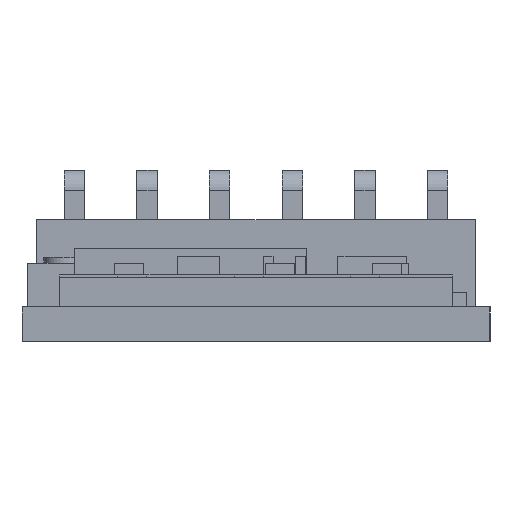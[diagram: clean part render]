
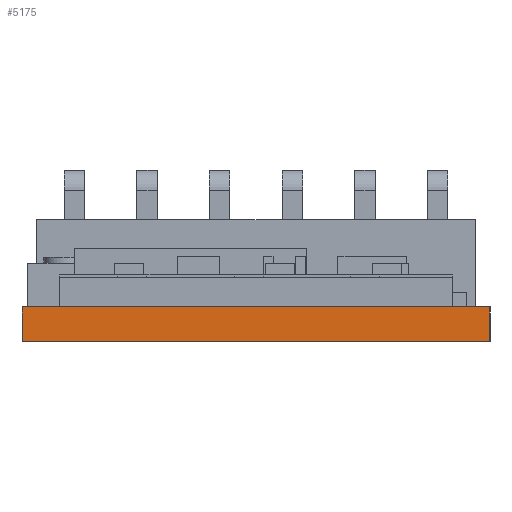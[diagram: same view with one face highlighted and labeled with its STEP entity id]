
A CAD part, left-side view. The second image highlights one B-rep face of the part: STEP entity #5175.
In plain terms, the highlighted planar face has unit normal (-1, 0, 0).
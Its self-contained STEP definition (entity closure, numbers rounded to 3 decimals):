
#3273=CARTESIAN_POINT('',(0.,16.1,1.2));
#3274=VERTEX_POINT('',#3273);
#3275=CARTESIAN_POINT('',(0.,0.,1.2));
#3276=VERTEX_POINT('',#3275);
#3277=CARTESIAN_POINT('',(0.,16.1,1.2));
#3278=DIRECTION('',(0.,-1.,0.));
#3279=VECTOR('',#3278,16.1);
#3280=LINE('',#3277,#3279);
#3281=EDGE_CURVE('',#3274,#3276,#3280,.T.);
#5145=CARTESIAN_POINT('',(0.,0.,1.2));
#5146=DIRECTION('',(1.,0.,0.));
#5147=DIRECTION('',(0.,0.,-1.));
#5148=AXIS2_PLACEMENT_3D('',#5145,#5146,#5147);
#5149=PLANE('',#5148);
#5150=CARTESIAN_POINT('',(0.,16.1,0.));
#5151=VERTEX_POINT('',#5150);
#5152=CARTESIAN_POINT('',(0.,0.,0.));
#5153=VERTEX_POINT('',#5152);
#5154=CARTESIAN_POINT('',(0.,16.1,0.));
#5155=DIRECTION('',(0.,-1.,0.));
#5156=VECTOR('',#5155,16.1);
#5157=LINE('',#5154,#5156);
#5158=EDGE_CURVE('',#5151,#5153,#5157,.T.);
#5159=ORIENTED_EDGE('',*,*,#5158,.T.);
#5160=CARTESIAN_POINT('',(0.,0.,1.2));
#5161=DIRECTION('',(0.,0.,-1.));
#5162=VECTOR('',#5161,1.2);
#5163=LINE('',#5160,#5162);
#5164=EDGE_CURVE('',#3276,#5153,#5163,.T.);
#5165=ORIENTED_EDGE('',*,*,#5164,.F.);
#5166=ORIENTED_EDGE('',*,*,#3281,.F.);
#5167=CARTESIAN_POINT('',(0.,16.1,1.2));
#5168=DIRECTION('',(0.,0.,-1.));
#5169=VECTOR('',#5168,1.2);
#5170=LINE('',#5167,#5169);
#5171=EDGE_CURVE('',#3274,#5151,#5170,.T.);
#5172=ORIENTED_EDGE('',*,*,#5171,.T.);
#5173=EDGE_LOOP('',(#5159,#5165,#5166,#5172));
#5174=FACE_BOUND('',#5173,.T.);
#5175=ADVANCED_FACE('',(#5174),#5149,.F.);
